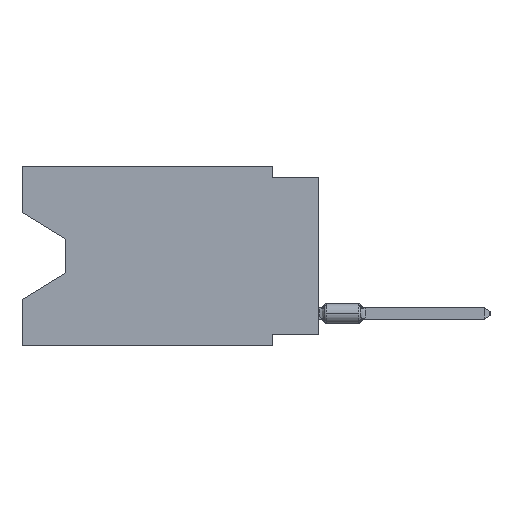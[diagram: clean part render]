
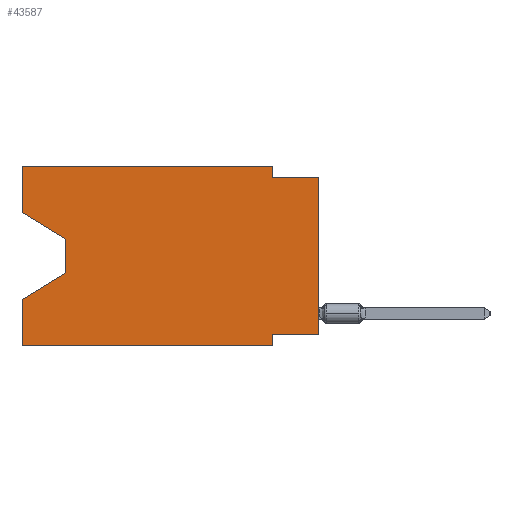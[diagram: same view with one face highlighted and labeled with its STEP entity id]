
A CAD part, left-side view. The second image highlights one B-rep face of the part: STEP entity #43587.
In plain terms, the highlighted planar face has unit normal (-1, 0, 0).
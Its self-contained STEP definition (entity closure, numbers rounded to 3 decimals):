
#91 = ORIENTED_EDGE ( 'NONE', *, *, #8388, .F. ) ;
#100 = EDGE_CURVE ( 'NONE', #15497, #34714, #2191, .T. ) ;
#2191 = LINE ( 'NONE', #18034, #27842 ) ;
#2404 = DIRECTION ( 'NONE',  ( 0., -1., 0. ) ) ;
#2414 = CARTESIAN_POINT ( 'NONE',  ( 0., 2.54, -0.635 ) ) ;
#2693 = DIRECTION ( 'NONE',  ( 0., 0., -1. ) ) ;
#2936 = EDGE_CURVE ( 'NONE', #42516, #31068, #44058, .T. ) ;
#4920 = VECTOR ( 'NONE', #2404, 1000. ) ;
#5769 = DIRECTION ( 'NONE',  ( 0., -1., 0. ) ) ;
#5984 = DIRECTION ( 'NONE',  ( 0., 0., -1. ) ) ;
#6676 = VECTOR ( 'NONE', #36361, 1000. ) ;
#6895 = FACE_OUTER_BOUND ( 'NONE', #40437, .T. ) ;
#7711 = VERTEX_POINT ( 'NONE', #2414 ) ;
#7861 = ORIENTED_EDGE ( 'NONE', *, *, #41236, .T. ) ;
#8296 = VERTEX_POINT ( 'NONE', #38346 ) ;
#8352 = CARTESIAN_POINT ( 'NONE',  ( 0., 13.97, -5.893 ) ) ;
#8388 = EDGE_CURVE ( 'NONE', #45230, #22742, #46637, .T. ) ;
#8392 = EDGE_CURVE ( 'NONE', #34714, #22742, #26997, .T. ) ;
#9288 = VECTOR ( 'NONE', #5984, 1000. ) ;
#9550 = CARTESIAN_POINT ( 'NONE',  ( 0., 16.383, -9.906 ) ) ;
#9924 = LINE ( 'NONE', #33358, #46770 ) ;
#10079 = VECTOR ( 'NONE', #25176, 1000. ) ;
#10716 = CARTESIAN_POINT ( 'NONE',  ( 0., 13.97, -4.013 ) ) ;
#10754 = ORIENTED_EDGE ( 'NONE', *, *, #46331, .F. ) ;
#11411 = EDGE_CURVE ( 'NONE', #28347, #15497, #9924, .T. ) ;
#12175 = VERTEX_POINT ( 'NONE', #37714 ) ;
#12486 = VERTEX_POINT ( 'NONE', #36902 ) ;
#12864 = EDGE_CURVE ( 'NONE', #28347, #12175, #47163, .T. ) ;
#12910 = ORIENTED_EDGE ( 'NONE', *, *, #19662, .F. ) ;
#13248 = LINE ( 'NONE', #36195, #32880 ) ;
#14176 = ORIENTED_EDGE ( 'NONE', *, *, #11411, .T. ) ;
#15497 = VERTEX_POINT ( 'NONE', #10716 ) ;
#17178 = CARTESIAN_POINT ( 'NONE',  ( 0., 16.383, -7.36 ) ) ;
#17337 = LINE ( 'NONE', #9550, #20147 ) ;
#18034 = CARTESIAN_POINT ( 'NONE',  ( 0., 13.97, -4.013 ) ) ;
#19630 = VECTOR ( 'NONE', #39967, 1000. ) ;
#19662 = EDGE_CURVE ( 'NONE', #12175, #12486, #36165, .T. ) ;
#20147 = VECTOR ( 'NONE', #5769, 1000. ) ;
#20855 = VECTOR ( 'NONE', #34571, 1000. ) ;
#22734 = AXIS2_PLACEMENT_3D ( 'NONE', #36895, #45432, #25556 ) ;
#22742 = VERTEX_POINT ( 'NONE', #17178 ) ;
#23225 = CARTESIAN_POINT ( 'NONE',  ( 0., 16.383, 0. ) ) ;
#23602 = CARTESIAN_POINT ( 'NONE',  ( 0., 2.54, -9.271 ) ) ;
#23977 = DIRECTION ( 'NONE',  ( 0., 0., 1. ) ) ;
#24651 = CARTESIAN_POINT ( 'NONE',  ( 0., 2.54, -9.906 ) ) ;
#25176 = DIRECTION ( 'NONE',  ( 0., 1., 0. ) ) ;
#25509 = CARTESIAN_POINT ( 'NONE',  ( 0., 16.383, -9.906 ) ) ;
#25556 = DIRECTION ( 'NONE',  ( 0., 0., -1. ) ) ;
#25677 = VECTOR ( 'NONE', #23977, 1000. ) ;
#26652 = ORIENTED_EDGE ( 'NONE', *, *, #32422, .T. ) ;
#26929 = CARTESIAN_POINT ( 'NONE',  ( 0., 16.383, -2.546 ) ) ;
#26997 = LINE ( 'NONE', #8352, #20855 ) ;
#27754 = CARTESIAN_POINT ( 'NONE',  ( 0., 2.54, 0. ) ) ;
#27842 = VECTOR ( 'NONE', #2693, 1000. ) ;
#28035 = CARTESIAN_POINT ( 'NONE',  ( 0., 16.383, 0. ) ) ;
#28347 = VERTEX_POINT ( 'NONE', #26929 ) ;
#28615 = CARTESIAN_POINT ( 'NONE',  ( 0., 0., 0. ) ) ;
#28950 = CARTESIAN_POINT ( 'NONE',  ( 0., 0., -9.271 ) ) ;
#31068 = VERTEX_POINT ( 'NONE', #23602 ) ;
#32422 = EDGE_CURVE ( 'NONE', #42516, #33346, #44226, .T. ) ;
#32880 = VECTOR ( 'NONE', #36928, 1000. ) ;
#32984 = ORIENTED_EDGE ( 'NONE', *, *, #8392, .T. ) ;
#33346 = VERTEX_POINT ( 'NONE', #38238 ) ;
#33358 = CARTESIAN_POINT ( 'NONE',  ( 0., 16.383, -2.546 ) ) ;
#34571 = DIRECTION ( 'NONE',  ( 0., 0.855, -0.519 ) ) ;
#34714 = VERTEX_POINT ( 'NONE', #43810 ) ;
#35597 = ORIENTED_EDGE ( 'NONE', *, *, #100, .T. ) ;
#36165 = LINE ( 'NONE', #47728, #4920 ) ;
#36195 = CARTESIAN_POINT ( 'NONE',  ( 0., 0., -0.635 ) ) ;
#36361 = DIRECTION ( 'NONE',  ( 0., 0., 1. ) ) ;
#36553 = ORIENTED_EDGE ( 'NONE', *, *, #2936, .F. ) ;
#36721 = LINE ( 'NONE', #24651, #9288 ) ;
#36895 = CARTESIAN_POINT ( 'NONE',  ( 0., 16.383, 0. ) ) ;
#36902 = CARTESIAN_POINT ( 'NONE',  ( 0., 2.54, 0. ) ) ;
#36928 = DIRECTION ( 'NONE',  ( 0., -1., 0. ) ) ;
#37714 = CARTESIAN_POINT ( 'NONE',  ( 0., 16.383, 0. ) ) ;
#38238 = CARTESIAN_POINT ( 'NONE',  ( 0., 0., -0.635 ) ) ;
#38346 = CARTESIAN_POINT ( 'NONE',  ( 0., 2.54, -9.906 ) ) ;
#38626 = CARTESIAN_POINT ( 'NONE',  ( 0., 0., -9.271 ) ) ;
#39967 = DIRECTION ( 'NONE',  ( 0., 0., 1. ) ) ;
#40115 = DIRECTION ( 'NONE',  ( 0., 0., -1. ) ) ;
#40437 = EDGE_LOOP ( 'NONE', ( #14176, #35597, #32984, #91, #7861, #10754, #36553, #26652, #45937, #47903, #12910, #48392 ) ) ;
#41236 = EDGE_CURVE ( 'NONE', #45230, #8296, #17337, .T. ) ;
#42516 = VERTEX_POINT ( 'NONE', #38626 ) ;
#42688 = EDGE_CURVE ( 'NONE', #12486, #7711, #47655, .T. ) ;
#43587 = ADVANCED_FACE ( 'NONE', ( #6895 ), #44685, .F. ) ;
#43810 = CARTESIAN_POINT ( 'NONE',  ( 0., 13.97, -5.893 ) ) ;
#44058 = LINE ( 'NONE', #28950, #10079 ) ;
#44226 = LINE ( 'NONE', #28615, #19630 ) ;
#44685 = PLANE ( 'NONE',  #22734 ) ;
#45230 = VERTEX_POINT ( 'NONE', #25509 ) ;
#45432 = DIRECTION ( 'NONE',  ( 1., 0., 0. ) ) ;
#45937 = ORIENTED_EDGE ( 'NONE', *, *, #49205, .F. ) ;
#45982 = VECTOR ( 'NONE', #40115, 1000. ) ;
#46331 = EDGE_CURVE ( 'NONE', #31068, #8296, #36721, .T. ) ;
#46637 = LINE ( 'NONE', #23225, #25677 ) ;
#46770 = VECTOR ( 'NONE', #48691, 1000. ) ;
#47163 = LINE ( 'NONE', #28035, #6676 ) ;
#47655 = LINE ( 'NONE', #27754, #45982 ) ;
#47728 = CARTESIAN_POINT ( 'NONE',  ( 0., 16.383, 0. ) ) ;
#47903 = ORIENTED_EDGE ( 'NONE', *, *, #42688, .F. ) ;
#48392 = ORIENTED_EDGE ( 'NONE', *, *, #12864, .F. ) ;
#48691 = DIRECTION ( 'NONE',  ( 0., -0.855, -0.519 ) ) ;
#49205 = EDGE_CURVE ( 'NONE', #7711, #33346, #13248, .T. ) ;
